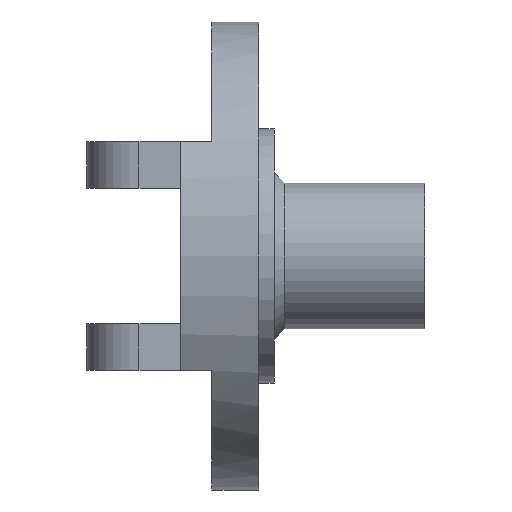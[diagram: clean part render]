
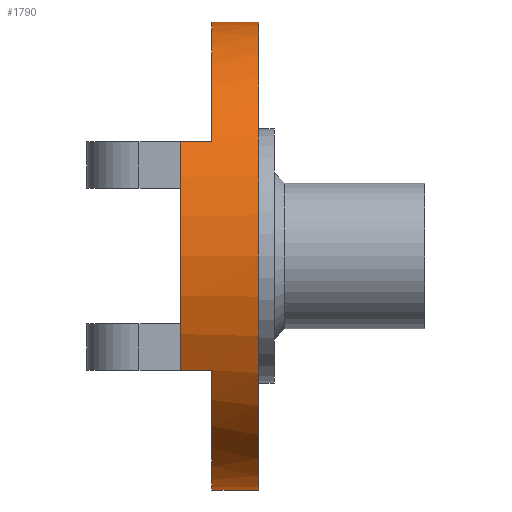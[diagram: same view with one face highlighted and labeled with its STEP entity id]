
A CAD part, left-side view. The second image highlights one B-rep face of the part: STEP entity #1790.
In plain terms, the highlighted cylindrical face has radius 22.5 mm (diameter 45 mm), a partial arc.
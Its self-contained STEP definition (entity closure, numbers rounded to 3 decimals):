
#11 = CARTESIAN_POINT ( 'NONE',  ( 0., 4.5, 0. ) ) ;
#265 = DIRECTION ( 'NONE',  ( 0., -1., 0. ) ) ;
#277 = CARTESIAN_POINT ( 'NONE',  ( -19.628, 4.5, 11. ) ) ;
#292 = VECTOR ( 'NONE', #2403, 1000. ) ;
#302 = LINE ( 'NONE', #3644, #4365 ) ;
#380 = LINE ( 'NONE', #2393, #1354 ) ;
#457 = DIRECTION ( 'NONE',  ( 0., 0., 1. ) ) ;
#460 = CARTESIAN_POINT ( 'NONE',  ( 0., 7.5, 0. ) ) ;
#486 = DIRECTION ( 'NONE',  ( 0., 0., 1. ) ) ;
#511 = DIRECTION ( 'NONE',  ( 0., 1., 0. ) ) ;
#566 = CARTESIAN_POINT ( 'NONE',  ( -19.628, 7.5, -11. ) ) ;
#585 = DIRECTION ( 'NONE',  ( 0., -1., 0. ) ) ;
#610 = EDGE_CURVE ( 'NONE', #2141, #2460, #1382, .T. ) ;
#623 = DIRECTION ( 'NONE',  ( 0., -1., 0. ) ) ;
#786 = VERTEX_POINT ( 'NONE', #2286 ) ;
#804 = AXIS2_PLACEMENT_3D ( 'NONE', #11, #2349, #4041 ) ;
#897 = ORIENTED_EDGE ( 'NONE', *, *, #1670, .F. ) ;
#926 = CARTESIAN_POINT ( 'NONE',  ( -19.628, 7.5, 11. ) ) ;
#1012 = FACE_OUTER_BOUND ( 'NONE', #3549, .T. ) ;
#1088 = EDGE_CURVE ( 'NONE', #1992, #2523, #4135, .T. ) ;
#1097 = CARTESIAN_POINT ( 'NONE',  ( 0., 4.5, 22.5 ) ) ;
#1219 = DIRECTION ( 'NONE',  ( 0., 0., 1. ) ) ;
#1283 = DIRECTION ( 'NONE',  ( 0., 0., -1. ) ) ;
#1320 = CIRCLE ( 'NONE', #3232, 22.5 ) ;
#1354 = VECTOR ( 'NONE', #3409, 1000. ) ;
#1359 = CARTESIAN_POINT ( 'NONE',  ( -19.628, 7.5, -11. ) ) ;
#1382 = CIRCLE ( 'NONE', #3851, 22.5 ) ;
#1424 = CARTESIAN_POINT ( 'NONE',  ( 0., 0., 0. ) ) ;
#1462 = AXIS2_PLACEMENT_3D ( 'NONE', #2325, #265, #1283 ) ;
#1584 = CARTESIAN_POINT ( 'NONE',  ( 0., 4.5, 0. ) ) ;
#1628 = CIRCLE ( 'NONE', #804, 22.5 ) ;
#1670 = EDGE_CURVE ( 'NONE', #4354, #786, #1320, .T. ) ;
#1790 = ADVANCED_FACE ( 'NONE', ( #1012 ), #2648, .T. ) ;
#1992 = VERTEX_POINT ( 'NONE', #3407 ) ;
#2025 = CARTESIAN_POINT ( 'NONE',  ( 0., 6.5, 22.5 ) ) ;
#2047 = ORIENTED_EDGE ( 'NONE', *, *, #4187, .F. ) ;
#2085 = ORIENTED_EDGE ( 'NONE', *, *, #3473, .F. ) ;
#2095 = AXIS2_PLACEMENT_3D ( 'NONE', #1424, #2770, #457 ) ;
#2141 = VERTEX_POINT ( 'NONE', #1359 ) ;
#2206 = VECTOR ( 'NONE', #585, 1000. ) ;
#2207 = ORIENTED_EDGE ( 'NONE', *, *, #1088, .T. ) ;
#2240 = ORIENTED_EDGE ( 'NONE', *, *, #4049, .T. ) ;
#2286 = CARTESIAN_POINT ( 'NONE',  ( -19.628, 4.5, -11. ) ) ;
#2318 = VERTEX_POINT ( 'NONE', #1097 ) ;
#2325 = CARTESIAN_POINT ( 'NONE',  ( 0., 6.5, 0. ) ) ;
#2349 = DIRECTION ( 'NONE',  ( 0., 1., 0. ) ) ;
#2393 = CARTESIAN_POINT ( 'NONE',  ( 0., 6.5, -22.5 ) ) ;
#2403 = DIRECTION ( 'NONE',  ( 0., -1., 0. ) ) ;
#2460 = VERTEX_POINT ( 'NONE', #926 ) ;
#2523 = VERTEX_POINT ( 'NONE', #4254 ) ;
#2601 = ORIENTED_EDGE ( 'NONE', *, *, #610, .F. ) ;
#2607 = DIRECTION ( 'NONE',  ( 0., 1., 0. ) ) ;
#2648 = CYLINDRICAL_SURFACE ( 'NONE', #1462, 22.5 ) ;
#2726 = CARTESIAN_POINT ( 'NONE',  ( 0., 4.5, -22.5 ) ) ;
#2770 = DIRECTION ( 'NONE',  ( 0., 1., 0. ) ) ;
#2893 = ORIENTED_EDGE ( 'NONE', *, *, #4246, .T. ) ;
#3232 = AXIS2_PLACEMENT_3D ( 'NONE', #1584, #2607, #1219 ) ;
#3398 = LINE ( 'NONE', #2025, #292 ) ;
#3407 = CARTESIAN_POINT ( 'NONE',  ( 0., 0., -22.5 ) ) ;
#3409 = DIRECTION ( 'NONE',  ( 0., -1., 0. ) ) ;
#3473 = EDGE_CURVE ( 'NONE', #2460, #3784, #302, .T. ) ;
#3549 = EDGE_LOOP ( 'NONE', ( #3747, #2047, #2085, #2601, #2240, #897, #2893, #2207 ) ) ;
#3631 = LINE ( 'NONE', #566, #2206 ) ;
#3644 = CARTESIAN_POINT ( 'NONE',  ( -19.628, 7.5, 11. ) ) ;
#3747 = ORIENTED_EDGE ( 'NONE', *, *, #4336, .F. ) ;
#3784 = VERTEX_POINT ( 'NONE', #277 ) ;
#3851 = AXIS2_PLACEMENT_3D ( 'NONE', #460, #511, #486 ) ;
#4041 = DIRECTION ( 'NONE',  ( 0., 0., 1. ) ) ;
#4049 = EDGE_CURVE ( 'NONE', #2141, #786, #3631, .T. ) ;
#4135 = CIRCLE ( 'NONE', #2095, 22.5 ) ;
#4187 = EDGE_CURVE ( 'NONE', #3784, #2318, #1628, .T. ) ;
#4246 = EDGE_CURVE ( 'NONE', #4354, #1992, #380, .T. ) ;
#4254 = CARTESIAN_POINT ( 'NONE',  ( 0., 0., 22.5 ) ) ;
#4336 = EDGE_CURVE ( 'NONE', #2318, #2523, #3398, .T. ) ;
#4354 = VERTEX_POINT ( 'NONE', #2726 ) ;
#4365 = VECTOR ( 'NONE', #623, 1000. ) ;
